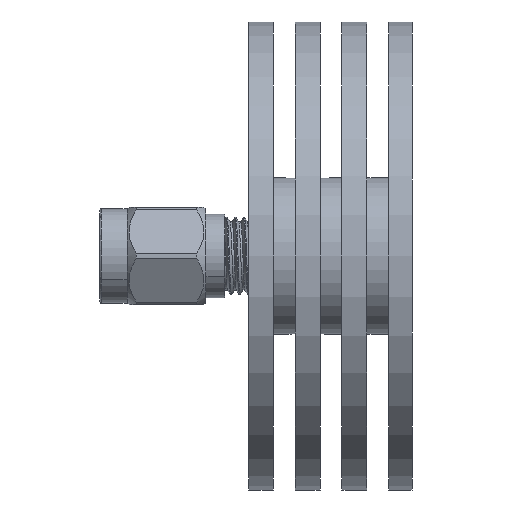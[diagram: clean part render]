
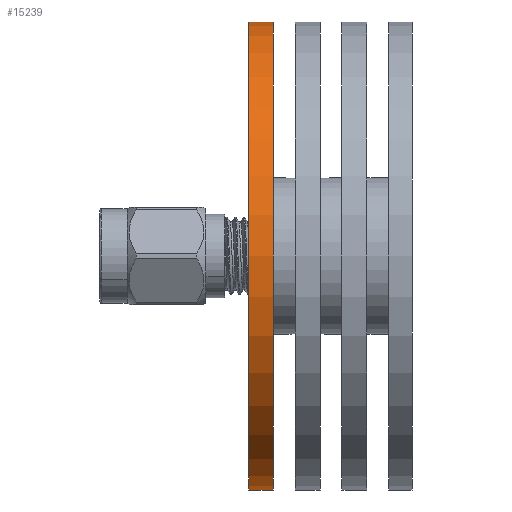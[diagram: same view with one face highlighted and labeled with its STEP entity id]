
A CAD part, front view. The second image highlights one B-rep face of the part: STEP entity #15239.
In plain terms, the highlighted cylindrical face has radius 19.05 mm (diameter 38.1 mm), a partial arc.
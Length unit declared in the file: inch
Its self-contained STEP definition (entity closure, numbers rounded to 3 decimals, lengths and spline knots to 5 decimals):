
#807 = ORIENTED_EDGE ( 'NONE', *, *, #8052, .T. ) ;
#1097 = CARTESIAN_POINT ( 'NONE',  ( 0., 0., -0.75 ) ) ;
#2316 = DIRECTION ( 'NONE',  ( -1., 0., 0. ) ) ;
#2893 = EDGE_CURVE ( 'NONE', #4744, #4101, #17679, .T. ) ;
#3579 = EDGE_CURVE ( 'NONE', #4744, #6458, #12486, .T. ) ;
#3798 = CARTESIAN_POINT ( 'NONE',  ( 0., 0., 0. ) ) ;
#3902 = CYLINDRICAL_SURFACE ( 'NONE', #13250, 0.75 ) ;
#3975 = ORIENTED_EDGE ( 'NONE', *, *, #5162, .F. ) ;
#4101 = VERTEX_POINT ( 'NONE', #15011 ) ;
#4662 = DIRECTION ( 'NONE',  ( 0., 0., 1. ) ) ;
#4680 = AXIS2_PLACEMENT_3D ( 'NONE', #15570, #9960, #4662 ) ;
#4744 = VERTEX_POINT ( 'NONE', #8996 ) ;
#5162 = EDGE_CURVE ( 'NONE', #4101, #8488, #13312, .T. ) ;
#5189 = EDGE_LOOP ( 'NONE', ( #5197, #5845, #807, #3975 ) ) ;
#5197 = ORIENTED_EDGE ( 'NONE', *, *, #2893, .F. ) ;
#5760 = VECTOR ( 'NONE', #12903, 39.37008 ) ;
#5826 = DIRECTION ( 'NONE',  ( -1., 0., 0. ) ) ;
#5845 = ORIENTED_EDGE ( 'NONE', *, *, #3579, .T. ) ;
#6458 = VERTEX_POINT ( 'NONE', #15295 ) ;
#7269 = DIRECTION ( 'NONE',  ( 0., 0., 1. ) ) ;
#8052 = EDGE_CURVE ( 'NONE', #6458, #8488, #10113, .T. ) ;
#8325 = CARTESIAN_POINT ( 'NONE',  ( 0., 0., 0.75 ) ) ;
#8488 = VERTEX_POINT ( 'NONE', #8325 ) ;
#8561 = AXIS2_PLACEMENT_3D ( 'NONE', #11306, #5826, #7269 ) ;
#8996 = CARTESIAN_POINT ( 'NONE',  ( 0.08, 0., -0.75 ) ) ;
#9892 = VECTOR ( 'NONE', #10872, 39.37008 ) ;
#9960 = DIRECTION ( 'NONE',  ( -1., 0., 0. ) ) ;
#10113 = LINE ( 'NONE', #11500, #5760 ) ;
#10872 = DIRECTION ( 'NONE',  ( -1., 0., 0. ) ) ;
#11306 = CARTESIAN_POINT ( 'NONE',  ( 0., 0., 0. ) ) ;
#11500 = CARTESIAN_POINT ( 'NONE',  ( 0., 0., 0.75 ) ) ;
#12486 = CIRCLE ( 'NONE', #4680, 0.75 ) ;
#12903 = DIRECTION ( 'NONE',  ( -1., 0., 0. ) ) ;
#13194 = DIRECTION ( 'NONE',  ( 0., 0., 1. ) ) ;
#13250 = AXIS2_PLACEMENT_3D ( 'NONE', #3798, #2316, #13194 ) ;
#13312 = CIRCLE ( 'NONE', #8561, 0.75 ) ;
#15011 = CARTESIAN_POINT ( 'NONE',  ( 0., 0., -0.75 ) ) ;
#15239 = ADVANCED_FACE ( 'NONE', ( #17448 ), #3902, .T. ) ;
#15295 = CARTESIAN_POINT ( 'NONE',  ( 0.08, 0., 0.75 ) ) ;
#15570 = CARTESIAN_POINT ( 'NONE',  ( 0.08, 0., 0. ) ) ;
#17448 = FACE_OUTER_BOUND ( 'NONE', #5189, .T. ) ;
#17679 = LINE ( 'NONE', #1097, #9892 ) ;
